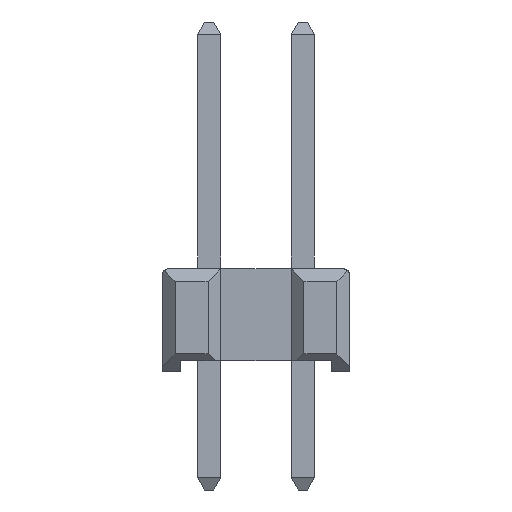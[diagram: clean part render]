
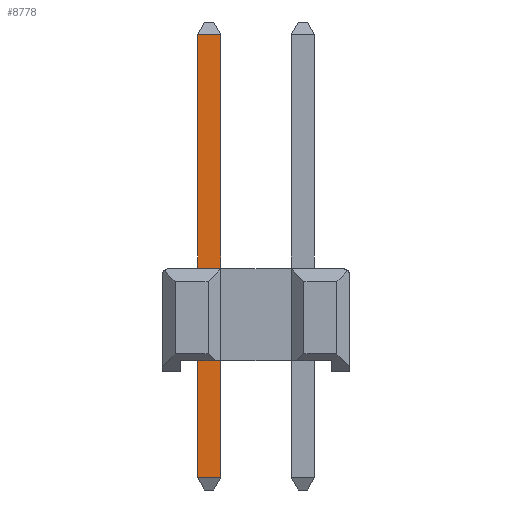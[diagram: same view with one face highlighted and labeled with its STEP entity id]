
A CAD part, front view. The second image highlights one B-rep face of the part: STEP entity #8778.
In plain terms, the highlighted planar face has unit normal (0, -1, 0).
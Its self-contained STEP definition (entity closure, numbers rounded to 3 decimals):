
#8204 = PLANE('',#8205);
#8205 = AXIS2_PLACEMENT_3D('',#8206,#8207,#8208);
#8206 = CARTESIAN_POINT('',(-0.325,-28.06,-3.209));
#8207 = DIRECTION('',(0.,-0.873,-0.488
    ));
#8208 = DIRECTION('',(0.,-0.488,0.873
    ));
#8242 = VERTEX_POINT('',#8243);
#8243 = CARTESIAN_POINT('',(-0.315,-28.255,-2.86));
#8257 = B_SPLINE_SURFACE_WITH_KNOTS('',1,1,(
    (#8258,#8259)
    ,(#8260,#8261
    )),.UNSPECIFIED.,.F.,.F.,.F.,(2,2),(2,2),(-9.358,
    0.093),(-0.64,0.01),
  .PIECEWISE_BEZIER_KNOTS.);
#8258 = CARTESIAN_POINT('',(-0.315,-27.615,9.326));
#8259 = CARTESIAN_POINT('',(-0.315,-28.265,9.326));
#8260 = CARTESIAN_POINT('',(-0.315,-27.615,-2.981));
#8261 = CARTESIAN_POINT('',(-0.315,-28.265,-2.981));
#8359 = VERTEX_POINT('',#8360);
#8360 = CARTESIAN_POINT('',(0.315,-28.255,-2.86));
#8372 = B_SPLINE_SURFACE_WITH_KNOTS('',1,1,(
    (#8373,#8374)
    ,(#8375,#8376
    )),.UNSPECIFIED.,.F.,.F.,.F.,(2,2),(2,2),(-0.64,0.01),(
    -9.358,0.093),.PIECEWISE_BEZIER_KNOTS.);
#8373 = CARTESIAN_POINT('',(0.315,-27.615,9.326));
#8374 = CARTESIAN_POINT('',(0.315,-27.615,-2.981));
#8375 = CARTESIAN_POINT('',(0.315,-28.265,9.326));
#8376 = CARTESIAN_POINT('',(0.315,-28.265,-2.981));
#8406 = EDGE_CURVE('',#8359,#8242,#8407,.T.);
#8407 = SURFACE_CURVE('',#8408,(#8411,#8417),.PCURVE_S1.);
#8408 = B_SPLINE_CURVE_WITH_KNOTS('',1,(#8409,#8410),.UNSPECIFIED.,.F.,
  .F.,(2,2),(-9.896,-9.266),.PIECEWISE_BEZIER_KNOTS.);
#8409 = CARTESIAN_POINT('',(0.315,-28.255,-2.86));
#8410 = CARTESIAN_POINT('',(-0.315,-28.255,-2.86));
#8411 = PCURVE('',#8204,#8412);
#8412 = DEFINITIONAL_REPRESENTATION('',(#8413),#8416);
#8413 = B_SPLINE_CURVE_WITH_KNOTS('',1,(#8414,#8415),.UNSPECIFIED.,.F.,
  .F.,(2,2),(-9.896,-9.266),.PIECEWISE_BEZIER_KNOTS.);
#8414 = CARTESIAN_POINT('',(0.4,-0.64));
#8415 = CARTESIAN_POINT('',(0.4,-0.01));
#8416 = ( GEOMETRIC_REPRESENTATION_CONTEXT(2) 
PARAMETRIC_REPRESENTATION_CONTEXT() REPRESENTATION_CONTEXT('2D SPACE',''
  ) );
#8417 = PCURVE('',#8418,#8423);
#8418 = PLANE('',#8419);
#8419 = AXIS2_PLACEMENT_3D('',#8420,#8421,#8422);
#8420 = CARTESIAN_POINT('',(-0.325,-28.255,-2.981));
#8421 = DIRECTION('',(0.,-1.,
    0.));
#8422 = DIRECTION('',(0.,0.,
    1.));
#8423 = DEFINITIONAL_REPRESENTATION('',(#8424),#8427);
#8424 = B_SPLINE_CURVE_WITH_KNOTS('',1,(#8425,#8426),.UNSPECIFIED.,.F.,
  .F.,(2,2),(-9.896,-9.266),.PIECEWISE_BEZIER_KNOTS.);
#8425 = CARTESIAN_POINT('',(0.121,-0.64));
#8426 = CARTESIAN_POINT('',(0.121,-0.01));
#8427 = ( GEOMETRIC_REPRESENTATION_CONTEXT(2) 
PARAMETRIC_REPRESENTATION_CONTEXT() REPRESENTATION_CONTEXT('2D SPACE',''
  ) );
#8539 = VERTEX_POINT('',#8540);
#8540 = CARTESIAN_POINT('',(0.315,-28.255,9.156));
#8552 = PLANE('',#8553);
#8553 = AXIS2_PLACEMENT_3D('',#8554,#8555,#8556);
#8554 = CARTESIAN_POINT('',(-0.325,-28.06,9.504));
#8555 = DIRECTION('',(0.,-0.873,0.487
    ));
#8556 = DIRECTION('',(0.,0.487,0.873
    ));
#8627 = VERTEX_POINT('',#8628);
#8628 = CARTESIAN_POINT('',(-0.315,-28.255,9.156));
#8646 = EDGE_CURVE('',#8627,#8539,#8647,.T.);
#8647 = SURFACE_CURVE('',#8648,(#8651,#8657),.PCURVE_S1.);
#8648 = B_SPLINE_CURVE_WITH_KNOTS('',1,(#8649,#8650),.UNSPECIFIED.,.F.,
  .F.,(2,2),(-19.791,-19.161),.PIECEWISE_BEZIER_KNOTS.);
#8649 = CARTESIAN_POINT('',(-0.315,-28.255,9.156));
#8650 = CARTESIAN_POINT('',(0.315,-28.255,9.156));
#8651 = PCURVE('',#8552,#8652);
#8652 = DEFINITIONAL_REPRESENTATION('',(#8653),#8656);
#8653 = B_SPLINE_CURVE_WITH_KNOTS('',1,(#8654,#8655),.UNSPECIFIED.,.F.,
  .F.,(2,2),(-19.791,-19.161),.PIECEWISE_BEZIER_KNOTS.);
#8654 = CARTESIAN_POINT('',(-0.399,-0.01));
#8655 = CARTESIAN_POINT('',(-0.399,-0.64));
#8656 = ( GEOMETRIC_REPRESENTATION_CONTEXT(2) 
PARAMETRIC_REPRESENTATION_CONTEXT() REPRESENTATION_CONTEXT('2D SPACE',''
  ) );
#8657 = PCURVE('',#8418,#8658);
#8658 = DEFINITIONAL_REPRESENTATION('',(#8659),#8662);
#8659 = B_SPLINE_CURVE_WITH_KNOTS('',1,(#8660,#8661),.UNSPECIFIED.,.F.,
  .F.,(2,2),(-19.791,-19.161),.PIECEWISE_BEZIER_KNOTS.);
#8660 = CARTESIAN_POINT('',(12.136,-0.01));
#8661 = CARTESIAN_POINT('',(12.136,-0.64));
#8662 = ( GEOMETRIC_REPRESENTATION_CONTEXT(2) 
PARAMETRIC_REPRESENTATION_CONTEXT() REPRESENTATION_CONTEXT('2D SPACE',''
  ) );
#8759 = EDGE_CURVE('',#8539,#8359,#8760,.T.);
#8760 = SURFACE_CURVE('',#8761,(#8764,#8770),.PCURVE_S1.);
#8761 = B_SPLINE_CURVE_WITH_KNOTS('',1,(#8762,#8763),.UNSPECIFIED.,.F.,
  .F.,(2,2),(-19.123,-9.896),.PIECEWISE_BEZIER_KNOTS.);
#8762 = CARTESIAN_POINT('',(0.315,-28.255,9.156));
#8763 = CARTESIAN_POINT('',(0.315,-28.255,-2.86));
#8764 = PCURVE('',#8372,#8765);
#8765 = DEFINITIONAL_REPRESENTATION('',(#8766),#8769);
#8766 = B_SPLINE_CURVE_WITH_KNOTS('',1,(#8767,#8768),.UNSPECIFIED.,.F.,
  .F.,(2,2),(-19.123,-9.896),.PIECEWISE_BEZIER_KNOTS.);
#8767 = CARTESIAN_POINT('',(0.,-9.227));
#8768 = CARTESIAN_POINT('',(0.,0.));
#8769 = ( GEOMETRIC_REPRESENTATION_CONTEXT(2) 
PARAMETRIC_REPRESENTATION_CONTEXT() REPRESENTATION_CONTEXT('2D SPACE',''
  ) );
#8770 = PCURVE('',#8418,#8771);
#8771 = DEFINITIONAL_REPRESENTATION('',(#8772),#8775);
#8772 = B_SPLINE_CURVE_WITH_KNOTS('',1,(#8773,#8774),.UNSPECIFIED.,.F.,
  .F.,(2,2),(-19.123,-9.896),.PIECEWISE_BEZIER_KNOTS.);
#8773 = CARTESIAN_POINT('',(12.136,-0.64));
#8774 = CARTESIAN_POINT('',(0.121,-0.64));
#8775 = ( GEOMETRIC_REPRESENTATION_CONTEXT(2) 
PARAMETRIC_REPRESENTATION_CONTEXT() REPRESENTATION_CONTEXT('2D SPACE',''
  ) );
#8778 = ADVANCED_FACE('',(#8779),#8418,.T.);
#8779 = FACE_BOUND('',#8780,.T.);
#8780 = EDGE_LOOP('',(#8781,#8799,#8800,#8801));
#8781 = ORIENTED_EDGE('',*,*,#8782,.T.);
#8782 = EDGE_CURVE('',#8627,#8242,#8783,.T.);
#8783 = SURFACE_CURVE('',#8784,(#8787,#8793),.PCURVE_S1.);
#8784 = B_SPLINE_CURVE_WITH_KNOTS('',1,(#8785,#8786),.UNSPECIFIED.,.F.,
  .F.,(2,2),(0.038,9.266),
  .PIECEWISE_BEZIER_KNOTS.);
#8785 = CARTESIAN_POINT('',(-0.315,-28.255,9.156));
#8786 = CARTESIAN_POINT('',(-0.315,-28.255,-2.86));
#8787 = PCURVE('',#8418,#8788);
#8788 = DEFINITIONAL_REPRESENTATION('',(#8789),#8792);
#8789 = B_SPLINE_CURVE_WITH_KNOTS('',1,(#8790,#8791),.UNSPECIFIED.,.F.,
  .F.,(2,2),(0.038,9.266),
  .PIECEWISE_BEZIER_KNOTS.);
#8790 = CARTESIAN_POINT('',(12.136,-0.01));
#8791 = CARTESIAN_POINT('',(0.121,-0.01));
#8792 = ( GEOMETRIC_REPRESENTATION_CONTEXT(2) 
PARAMETRIC_REPRESENTATION_CONTEXT() REPRESENTATION_CONTEXT('2D SPACE',''
  ) );
#8793 = PCURVE('',#8257,#8794);
#8794 = DEFINITIONAL_REPRESENTATION('',(#8795),#8798);
#8795 = B_SPLINE_CURVE_WITH_KNOTS('',1,(#8796,#8797),.UNSPECIFIED.,.F.,
  .F.,(2,2),(0.038,9.266),
  .PIECEWISE_BEZIER_KNOTS.);
#8796 = CARTESIAN_POINT('',(-9.227,0.));
#8797 = CARTESIAN_POINT('',(0.,0.));
#8798 = ( GEOMETRIC_REPRESENTATION_CONTEXT(2) 
PARAMETRIC_REPRESENTATION_CONTEXT() REPRESENTATION_CONTEXT('2D SPACE',''
  ) );
#8799 = ORIENTED_EDGE('',*,*,#8406,.F.);
#8800 = ORIENTED_EDGE('',*,*,#8759,.F.);
#8801 = ORIENTED_EDGE('',*,*,#8646,.F.);
